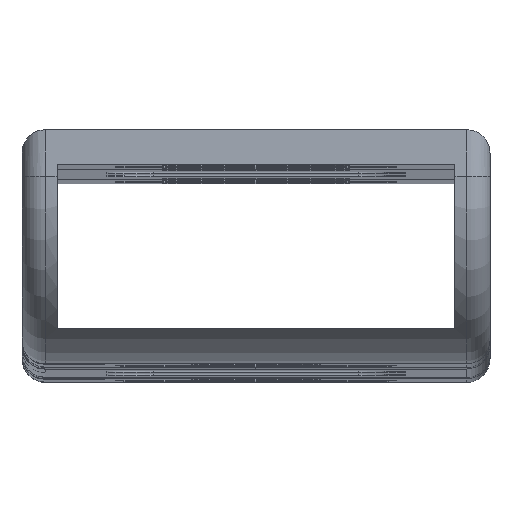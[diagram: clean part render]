
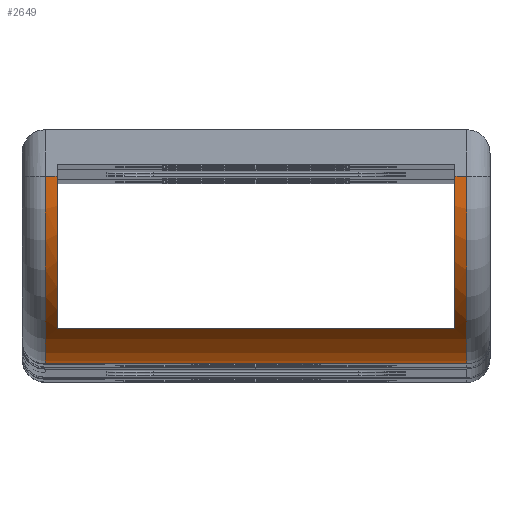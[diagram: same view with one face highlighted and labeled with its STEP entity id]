
A CAD part, top view. The second image highlights one B-rep face of the part: STEP entity #2649.
In plain terms, the highlighted cylindrical face has radius 8 mm (diameter 16 mm), a partial arc.
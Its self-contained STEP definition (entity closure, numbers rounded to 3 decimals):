
#9 = CARTESIAN_POINT ( 'NONE',  ( -8.5, 3., 50. ) ) ;
#265 = DIRECTION ( 'NONE',  ( -1., 0., 0. ) ) ;
#496 = VERTEX_POINT ( 'NONE', #2859 ) ;
#686 = CARTESIAN_POINT ( 'NONE',  ( 0., 3., 42. ) ) ;
#742 = CARTESIAN_POINT ( 'NONE',  ( -8.5, -3.5, 46.664 ) ) ;
#772 = VECTOR ( 'NONE', #265, 1000. ) ;
#787 = FACE_OUTER_BOUND ( 'NONE', #4583, .T. ) ;
#799 = DIRECTION ( 'NONE',  ( 1., 0., 0. ) ) ;
#831 = DIRECTION ( 'NONE',  ( 1., 0., 0. ) ) ;
#838 = DIRECTION ( 'NONE',  ( 1., 0., 0. ) ) ;
#882 = CARTESIAN_POINT ( 'NONE',  ( 10., 3., 50. ) ) ;
#1099 = EDGE_CURVE ( 'NONE', #4639, #4715, #4776, .T. ) ;
#1113 = CYLINDRICAL_SURFACE ( 'NONE', #3934, 8. ) ;
#1156 = VECTOR ( 'NONE', #838, 1000. ) ;
#1162 = ORIENTED_EDGE ( 'NONE', *, *, #4748, .T. ) ;
#1190 = DIRECTION ( 'NONE',  ( 0., 1., 0. ) ) ;
#1208 = DIRECTION ( 'NONE',  ( 0., 1., 0. ) ) ;
#1390 = CARTESIAN_POINT ( 'NONE',  ( 8.5, 3., 42. ) ) ;
#1461 = DIRECTION ( 'NONE',  ( 1., 0., 0. ) ) ;
#1472 = ORIENTED_EDGE ( 'NONE', *, *, #4941, .F. ) ;
#1500 = CARTESIAN_POINT ( 'NONE',  ( -10., -5., 42. ) ) ;
#1593 = DIRECTION ( 'NONE',  ( 0., 0., 1. ) ) ;
#1600 = AXIS2_PLACEMENT_3D ( 'NONE', #4187, #831, #1208 ) ;
#1910 = DIRECTION ( 'NONE',  ( 0., 0., 1. ) ) ;
#2017 = AXIS2_PLACEMENT_3D ( 'NONE', #3966, #3214, #1910 ) ;
#2027 = CARTESIAN_POINT ( 'NONE',  ( -8.5, 3., 42. ) ) ;
#2036 = ORIENTED_EDGE ( 'NONE', *, *, #4196, .F. ) ;
#2113 = ORIENTED_EDGE ( 'NONE', *, *, #2137, .T. ) ;
#2137 = EDGE_CURVE ( 'NONE', #5104, #496, #2363, .T. ) ;
#2307 = LINE ( 'NONE', #1500, #772 ) ;
#2363 = CIRCLE ( 'NONE', #2017, 8. ) ;
#2649 = ADVANCED_FACE ( 'NONE', ( #787 ), #1113, .T. ) ;
#2859 = CARTESIAN_POINT ( 'NONE',  ( 9., 3., 50. ) ) ;
#2860 = CARTESIAN_POINT ( 'NONE',  ( 9., -5., 42. ) ) ;
#3086 = VECTOR ( 'NONE', #799, 1000. ) ;
#3169 = EDGE_CURVE ( 'NONE', #4944, #4085, #3364, .T. ) ;
#3187 = CARTESIAN_POINT ( 'NONE',  ( 8.5, 3., 50. ) ) ;
#3214 = DIRECTION ( 'NONE',  ( -1., 0., 0. ) ) ;
#3245 = LINE ( 'NONE', #882, #3086 ) ;
#3364 = LINE ( 'NONE', #3767, #1156 ) ;
#3553 = EDGE_CURVE ( 'NONE', #3737, #496, #3245, .T. ) ;
#3645 = VERTEX_POINT ( 'NONE', #3865 ) ;
#3696 = CIRCLE ( 'NONE', #3874, 8. ) ;
#3737 = VERTEX_POINT ( 'NONE', #3187 ) ;
#3767 = CARTESIAN_POINT ( 'NONE',  ( -8.5, -3.5, 46.664 ) ) ;
#3865 = CARTESIAN_POINT ( 'NONE',  ( -9., -5., 42. ) ) ;
#3874 = AXIS2_PLACEMENT_3D ( 'NONE', #2027, #5266, #1190 ) ;
#3905 = CARTESIAN_POINT ( 'NONE',  ( 8.5, -3.5, 46.664 ) ) ;
#3934 = AXIS2_PLACEMENT_3D ( 'NONE', #686, #4805, #1593 ) ;
#3966 = CARTESIAN_POINT ( 'NONE',  ( 9., 3., 42. ) ) ;
#4085 = VERTEX_POINT ( 'NONE', #3905 ) ;
#4177 = ORIENTED_EDGE ( 'NONE', *, *, #3169, .F. ) ;
#4187 = CARTESIAN_POINT ( 'NONE',  ( -9., 3., 42. ) ) ;
#4196 = EDGE_CURVE ( 'NONE', #4715, #4944, #3696, .T. ) ;
#4205 = ORIENTED_EDGE ( 'NONE', *, *, #3553, .F. ) ;
#4239 = DIRECTION ( 'NONE',  ( -1., 0., 0. ) ) ;
#4518 = VECTOR ( 'NONE', #1461, 1000. ) ;
#4553 = CARTESIAN_POINT ( 'NONE',  ( -9., 3., 50. ) ) ;
#4583 = EDGE_LOOP ( 'NONE', ( #1472, #2113, #4205, #5335, #4177, #2036, #5061, #1162 ) ) ;
#4589 = AXIS2_PLACEMENT_3D ( 'NONE', #1390, #4239, #4682 ) ;
#4639 = VERTEX_POINT ( 'NONE', #4553 ) ;
#4675 = CARTESIAN_POINT ( 'NONE',  ( 10., 3., 50. ) ) ;
#4682 = DIRECTION ( 'NONE',  ( 0., -1., 0. ) ) ;
#4715 = VERTEX_POINT ( 'NONE', #9 ) ;
#4748 = EDGE_CURVE ( 'NONE', #4639, #3645, #5247, .T. ) ;
#4776 = LINE ( 'NONE', #4675, #4518 ) ;
#4805 = DIRECTION ( 'NONE',  ( -1., 0., 0. ) ) ;
#4843 = CIRCLE ( 'NONE', #4589, 8. ) ;
#4941 = EDGE_CURVE ( 'NONE', #5104, #3645, #2307, .T. ) ;
#4944 = VERTEX_POINT ( 'NONE', #742 ) ;
#5061 = ORIENTED_EDGE ( 'NONE', *, *, #1099, .F. ) ;
#5104 = VERTEX_POINT ( 'NONE', #2860 ) ;
#5219 = EDGE_CURVE ( 'NONE', #4085, #3737, #4843, .T. ) ;
#5247 = CIRCLE ( 'NONE', #1600, 8. ) ;
#5266 = DIRECTION ( 'NONE',  ( 1., 0., 0. ) ) ;
#5335 = ORIENTED_EDGE ( 'NONE', *, *, #5219, .F. ) ;
